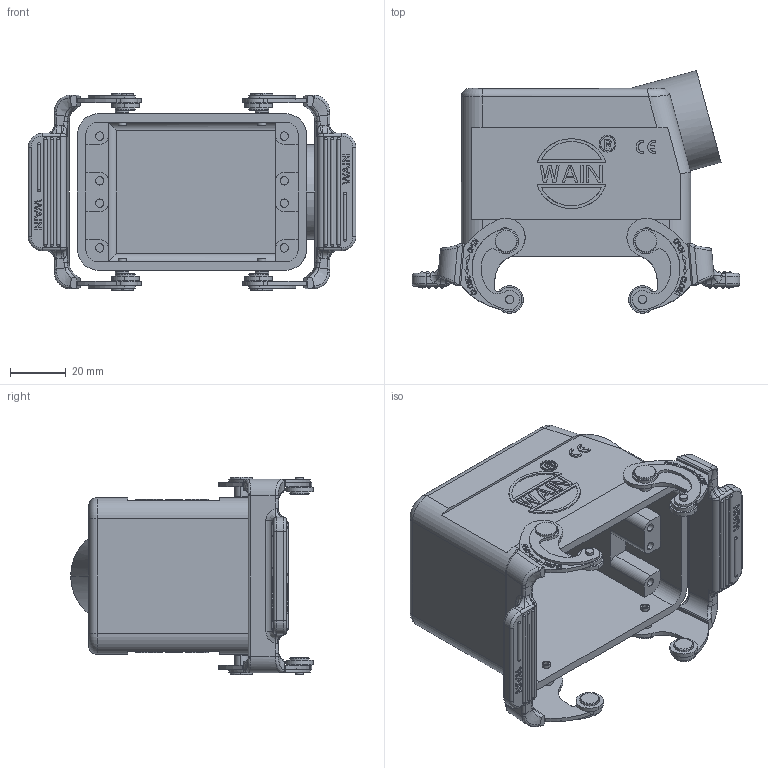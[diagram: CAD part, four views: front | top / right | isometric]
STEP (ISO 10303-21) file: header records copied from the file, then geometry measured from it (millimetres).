
FILE_DESCRIPTION(/* description */ (''),/* implementation_level */ '2;1');
FILE_NAME(/* name */ '3D_1100325411011_H32A-SE-2L_SC-PG21_V1.1.stp',/* time_stamp */ '2023-12-18T11:34:54+08:00',/* author */ (''),/* organization */ (''),/* preprocessor_version */ 'ST-DEVELOPER v18.1',/* originating_system */ 'SIEMENS PLM Software NX 1980',/* authorisation */ '');
FILE_SCHEMA (('AUTOMOTIVE_DESIGN { 1 0 10303 214 3 1 1 1 }'));
Products named in the file (1): 3D_1100325411003_H32A-SE-2L_SC-M25_V1.0_stp
Bounding box: 117.23 x 86.82 x 70.8 mm (x, y, z)
Volume: 90952.3 mm3; surface area: 54715.7 mm2
Topology: 1 solids, 1 shells, 1573 faces, 4266 edges, 2835 vertices
Faces by surface type: plane 783, cylinder 541, extrusion 78, bspline 62, cone 51, torus 30, sphere 28
Full cylindrical faces by diameter (mm): 24 x1
Entity records: 56888 total; most frequent: CARTESIAN_POINT 19389, ORIENTED_EDGE 8454, DIRECTION 6646, EDGE_CURVE 4227, VERTEX_POINT 2834, AXIS2_PLACEMENT_3D 2271, VECTOR 2104, LINE 2026
